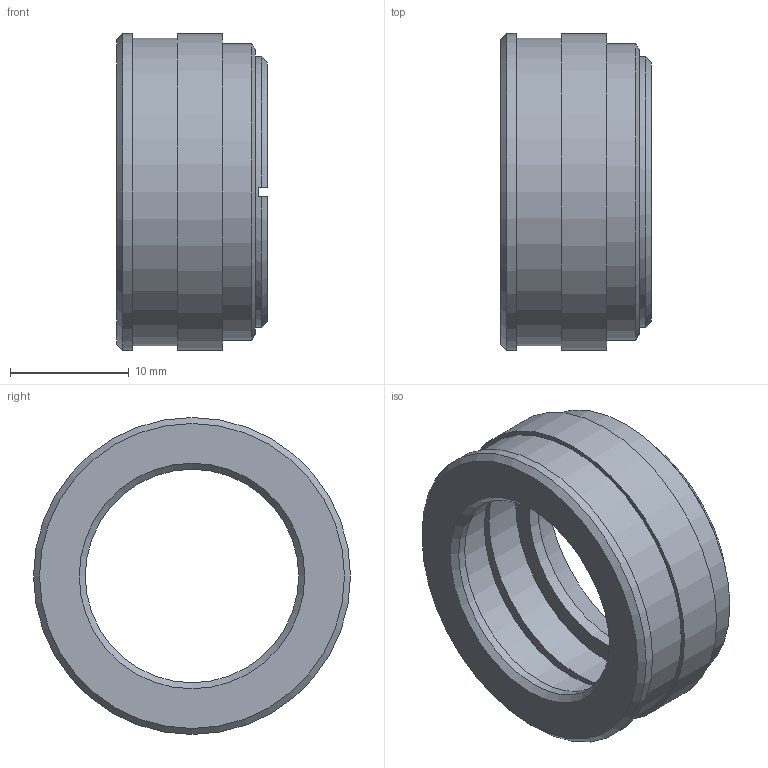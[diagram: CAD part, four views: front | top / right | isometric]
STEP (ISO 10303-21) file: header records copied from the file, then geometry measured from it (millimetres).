
FILE_DESCRIPTION((''),'2;1');
FILE_NAME('60113_0.stp','2006-03-14T10:07:20',('PODLENA'),(''),'Autodesk Inventor 10','Autodesk Inventor 10','');
FILE_SCHEMA(('AUTOMOTIVE_DESIGN { 1 0 10303 214 1 1 1 1 }'));
Length unit declared in the file: inch
Products named in the file (3): 60113_0; 60120; 60121
Assembly tree (2 placements, depth 2):
  60113_0
    60120
    60121
Bounding box: 12.66 x 26.75 x 26.75 mm (x, y, z)
Volume: 2488.8 mm3; surface area: 3402.5 mm2
Topology: 2 solids, 2 shells, 40 faces, 80 edges, 51 vertices
Faces by surface type: plane 19, cylinder 12, cone 9
Full cylindrical faces by diameter (mm): 18.009 x1, 18.136 x1, 19.279 x1, 20.574 x1, 21.336 x1, 22.86 x1, 24.206 x1, 25 x1, 25.065 x1, 25.984 x1, 26.746 x2
Entity records: 1020 total; most frequent: DIRECTION 184, CARTESIAN_POINT 161, ORIENTED_EDGE 118, AXIS2_PLACEMENT_3D 84, EDGE_LOOP 70, EDGE_CURVE 59, VERTEX_POINT 49, FACE_OUTER_BOUND 40
